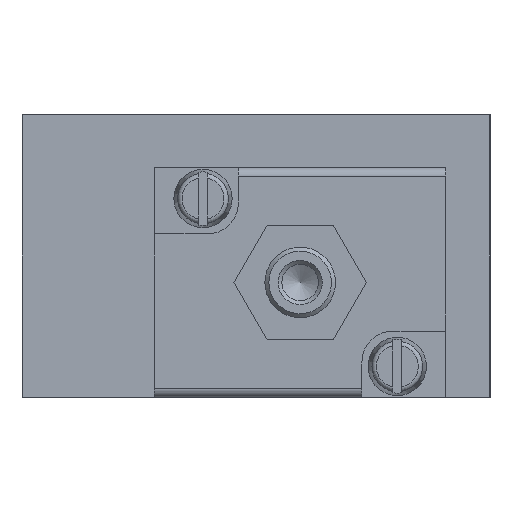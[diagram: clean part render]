
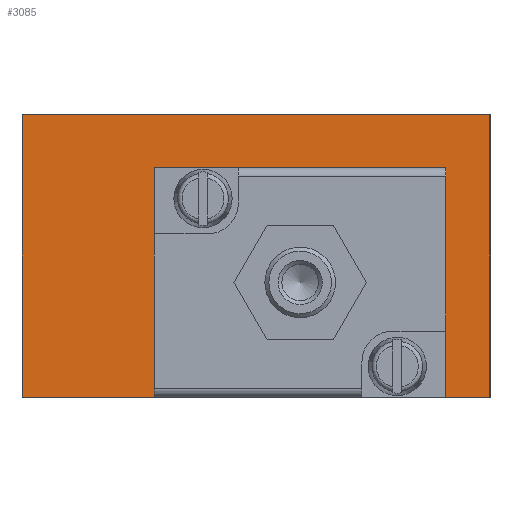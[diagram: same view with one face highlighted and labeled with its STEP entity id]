
A CAD part, left-side view. The second image highlights one B-rep face of the part: STEP entity #3085.
In plain terms, the highlighted planar face has unit normal (-1, 0, 0).
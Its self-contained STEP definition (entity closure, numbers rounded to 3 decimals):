
#528=ORIENTED_EDGE('',*,*,#1346,.F.);
#529=ORIENTED_EDGE('',*,*,#1347,.F.);
#530=ORIENTED_EDGE('',*,*,#1348,.T.);
#531=ORIENTED_EDGE('',*,*,#1349,.T.);
#532=ORIENTED_EDGE('',*,*,#1324,.T.);
#533=ORIENTED_EDGE('',*,*,#1350,.F.);
#534=ORIENTED_EDGE('',*,*,#1281,.F.);
#535=ORIENTED_EDGE('',*,*,#1344,.T.);
#1281=EDGE_CURVE('',#1684,#1685,#1933,.T.);
#1324=EDGE_CURVE('',#1728,#1727,#1965,.T.);
#1344=EDGE_CURVE('',#1684,#1728,#1977,.T.);
#1346=EDGE_CURVE('',#1741,#1742,#1979,.T.);
#1347=EDGE_CURVE('',#1743,#1741,#1980,.T.);
#1348=EDGE_CURVE('',#1743,#1744,#1981,.T.);
#1349=EDGE_CURVE('',#1744,#1742,#1982,.T.);
#1350=EDGE_CURVE('',#1685,#1727,#1983,.T.);
#1684=VERTEX_POINT('',#4917);
#1685=VERTEX_POINT('',#4919);
#1727=VERTEX_POINT('',#5010);
#1728=VERTEX_POINT('',#5012);
#1741=VERTEX_POINT('',#5051);
#1742=VERTEX_POINT('',#5052);
#1743=VERTEX_POINT('',#5054);
#1744=VERTEX_POINT('',#5056);
#1933=LINE('',#4918,#2193);
#1965=LINE('',#5011,#2225);
#1977=LINE('',#5047,#2237);
#1979=LINE('',#5050,#2239);
#1980=LINE('',#5053,#2240);
#1981=LINE('',#5055,#2241);
#1982=LINE('',#5057,#2242);
#1983=LINE('',#5058,#2243);
#2193=VECTOR('',#3819,1000.);
#2225=VECTOR('',#3887,1000.);
#2237=VECTOR('',#3921,1000.);
#2239=VECTOR('',#3925,1000.);
#2240=VECTOR('',#3926,1000.);
#2241=VECTOR('',#3927,1000.);
#2242=VECTOR('',#3928,1000.);
#2243=VECTOR('',#3929,1000.);
#2448=EDGE_LOOP('',(#528,#529,#530,#531));
#2449=EDGE_LOOP('',(#532,#533,#534,#535));
#2720=FACE_BOUND('',#2448,.T.);
#2721=FACE_BOUND('',#2449,.T.);
#2954=PLANE('',#3362);
#3085=ADVANCED_FACE('',(#2720,#2721),#2954,.F.);
#3362=AXIS2_PLACEMENT_3D('',#5049,#3923,#3924);
#3819=DIRECTION('',(0.,0.,1.));
#3887=DIRECTION('',(0.,0.,1.));
#3921=DIRECTION('',(0.,-1.,0.));
#3923=DIRECTION('',(1.,0.,0.));
#3924=DIRECTION('',(0.,0.,-1.));
#3925=DIRECTION('',(0.,-1.,0.));
#3926=DIRECTION('',(0.,0.,-1.));
#3927=DIRECTION('',(0.,-1.,0.));
#3928=DIRECTION('',(0.,0.,-1.));
#3929=DIRECTION('',(0.,-1.,0.));
#4917=CARTESIAN_POINT('',(-70.75,53.,-16.));
#4918=CARTESIAN_POINT('',(-70.75,53.,-16.));
#4919=CARTESIAN_POINT('',(-70.75,53.,16.));
#5010=CARTESIAN_POINT('',(-70.75,0.,16.));
#5011=CARTESIAN_POINT('',(-70.75,0.,-16.));
#5012=CARTESIAN_POINT('',(-70.75,0.,-16.));
#5047=CARTESIAN_POINT('',(-70.75,53.,-16.));
#5049=CARTESIAN_POINT('',(-70.75,53.,-16.));
#5050=CARTESIAN_POINT('',(-70.75,38.,-15.));
#5051=CARTESIAN_POINT('',(-70.75,38.,-15.));
#5052=CARTESIAN_POINT('',(-70.75,5.,-15.));
#5053=CARTESIAN_POINT('',(-70.75,38.,9.));
#5054=CARTESIAN_POINT('',(-70.75,38.,9.));
#5055=CARTESIAN_POINT('',(-70.75,38.,9.));
#5056=CARTESIAN_POINT('',(-70.75,5.,9.));
#5057=CARTESIAN_POINT('',(-70.75,5.,9.));
#5058=CARTESIAN_POINT('',(-70.75,53.,16.));
